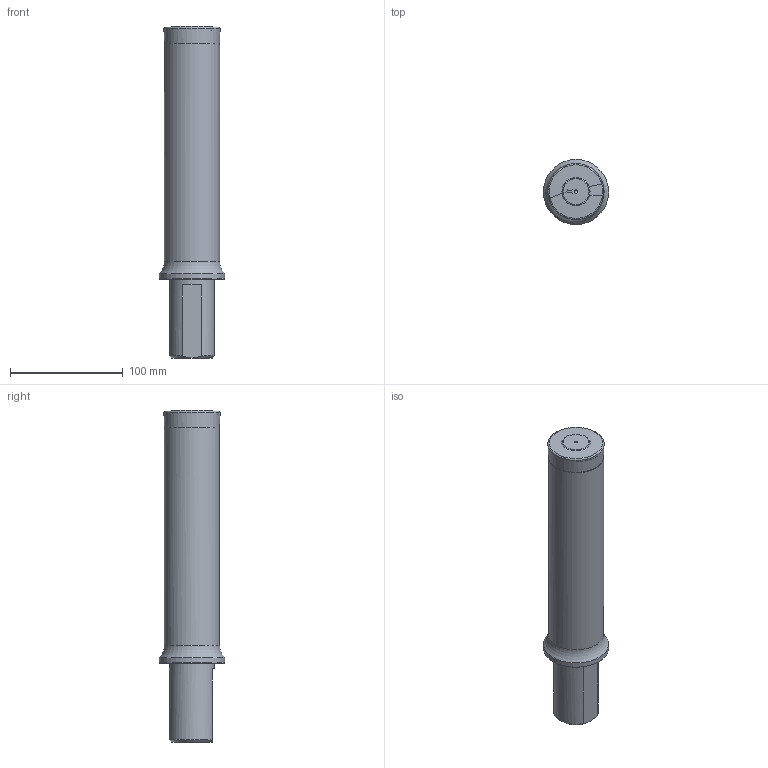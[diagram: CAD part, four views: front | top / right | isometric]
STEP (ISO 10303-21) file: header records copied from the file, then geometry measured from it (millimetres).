
FILE_DESCRIPTION(/* description */ (''),/* implementation_level */ '2;1');
FILE_NAME(/* name */ '804D_50_200_S40_115018039ndi000_00_SIM.stp',/* time_stamp */ '2020-08-31T12:23:13+02:00',/* author */ (''),/* organization */ (''),/* preprocessor_version */ 'ST-DEVELOPER v16.7',/* originating_system */ 'SIEMENS PLM Software NX 12.0',/* authorisation */ '');
FILE_SCHEMA (('AUTOMOTIVE_DESIGN { 1 0 10303 214 3 1 1 1 }'));
Length unit declared in the file: millimetre
Products named in the file (1): wq7006FC52F6wyfc
Bounding box: 58 x 58 x 295 mm (x, y, z)
Volume: 528487.9 mm3; surface area: 59994.1 mm2
Topology: 2 solids, 2 shells, 31 faces, 63 edges, 38 vertices
Faces by surface type: plane 12, cone 7, revolution 6, cylinder 4, torus 2
Full cylindrical faces by diameter (mm): 8 x1, 40 x1, 49 x1, 58 x1
Entity records: 779 total; most frequent: CARTESIAN_POINT 172, DIRECTION 124, ORIENTED_EDGE 80, AXIS2_PLACEMENT_3D 54, EDGE_LOOP 51, FACE_BOUND 42, EDGE_CURVE 40, VERTEX_POINT 34
